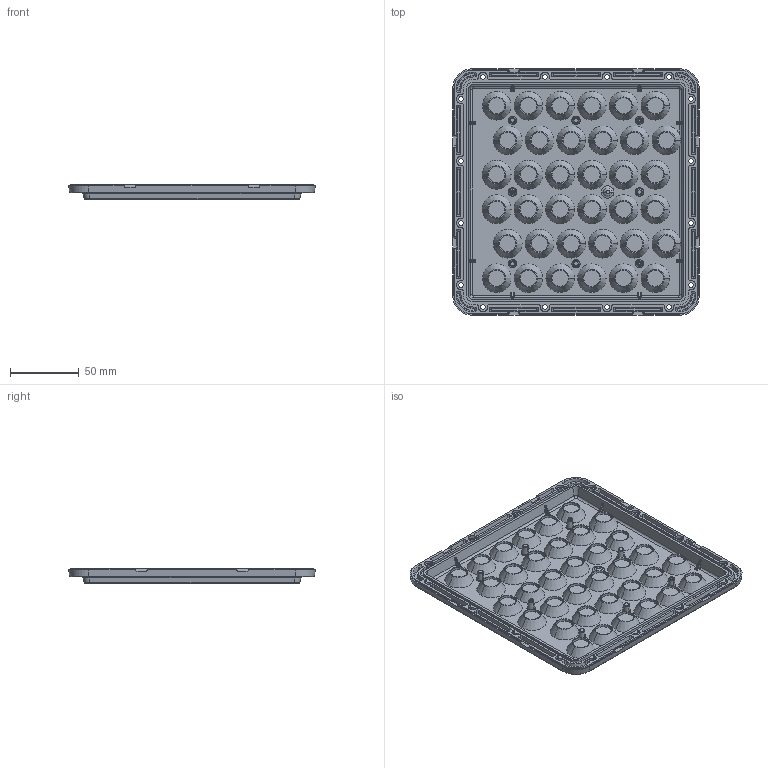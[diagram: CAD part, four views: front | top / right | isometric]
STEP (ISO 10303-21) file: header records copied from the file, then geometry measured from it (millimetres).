
FILE_DESCRIPTION((''),'2;1');
FILE_NAME('JY-20228-C3690-180180','2025-02-19T15:07:27',('Administrator'),(''),'CREO PARAMETRIC BY PTC INC, 2022414','CREO PARAMETRIC BY PTC INC, 2022414','');
FILE_SCHEMA(('CONFIG_CONTROL_DESIGN','SHAPE_APPEARANCE_LAYERS_GROUPS'));
Length unit declared in the file: millimetre
Products named in the file (1): JY-20228-C3690-180180
Bounding box: 178.71 x 178.71 x 10.83 mm (x, y, z)
Volume: 137000.1 mm3; surface area: 90049.8 mm2
Topology: 1 solids, 1 shells, 1298 faces, 3390 edges, 2201 vertices
Faces by surface type: plane 457, cylinder 281, cone 274, bspline 126, torus 100, extrusion 58, sphere 2
Entity records: 47847 total; most frequent: CARTESIAN_POINT 16076, ORIENTED_EDGE 6776, DIRECTION 6344, EDGE_CURVE 3388, AXIS2_PLACEMENT_3D 2332, VERTEX_POINT 2201, VECTOR 1680, LINE 1622
